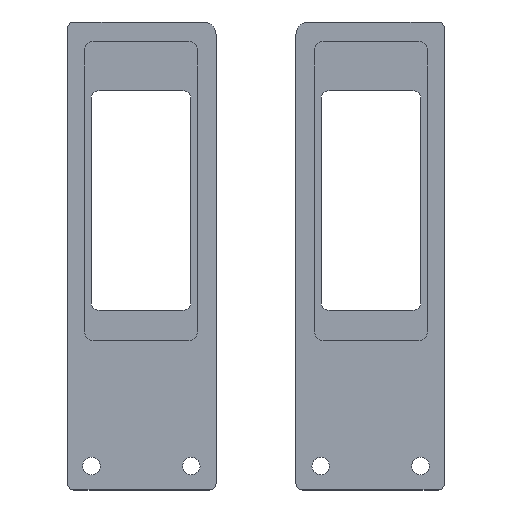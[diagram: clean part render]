
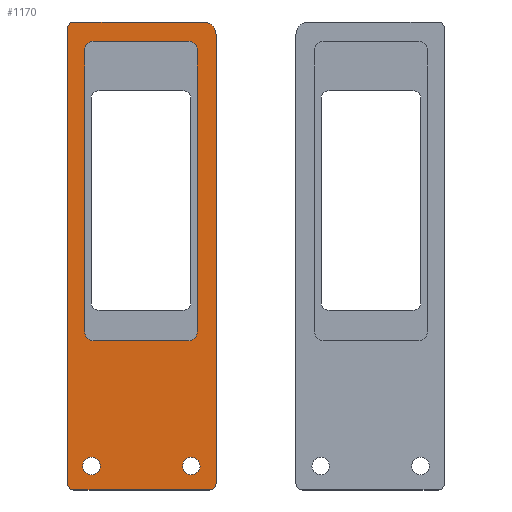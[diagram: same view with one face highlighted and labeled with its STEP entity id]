
A CAD part, top view. The second image highlights one B-rep face of the part: STEP entity #1170.
In plain terms, the highlighted planar face has unit normal (0, 0, 1).
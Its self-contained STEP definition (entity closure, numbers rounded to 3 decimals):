
#20=FACE_BOUND('',#170,.T.);
#21=FACE_BOUND('',#171,.T.);
#22=FACE_BOUND('',#172,.T.);
#50=PLANE('',#1283);
#100=FACE_OUTER_BOUND('',#169,.T.);
#169=EDGE_LOOP('',(#903,#904,#905,#906,#907,#908,#909,#910));
#170=EDGE_LOOP('',(#911));
#171=EDGE_LOOP('',(#912));
#172=EDGE_LOOP('',(#913,#914,#915,#916,#917,#918,#919,#920));
#244=LINE('',#1809,#348);
#247=LINE('',#1817,#351);
#250=LINE('',#1828,#354);
#253=LINE('',#1836,#357);
#257=LINE('',#1847,#361);
#261=LINE('',#1859,#365);
#265=LINE('',#1871,#369);
#269=LINE('',#1883,#373);
#348=VECTOR('',#1445,10.);
#351=VECTOR('',#1454,10.);
#354=VECTOR('',#1467,10.);
#357=VECTOR('',#1476,10.);
#361=VECTOR('',#1486,10.);
#365=VECTOR('',#1498,10.);
#369=VECTOR('',#1510,10.);
#373=VECTOR('',#1522,10.);
#427=CIRCLE('',#1221,1.1);
#430=CIRCLE('',#1226,1.1);
#445=CIRCLE('',#1252,1.1);
#446=CIRCLE('',#1255,1.1);
#449=CIRCLE('',#1263,1.1);
#450=CIRCLE('',#1266,1.1);
#452=CIRCLE('',#1270,0.8);
#454=CIRCLE('',#1274,0.8);
#456=CIRCLE('',#1278,0.8);
#458=CIRCLE('',#1282,1.6);
#491=VERTEX_POINT('',#1718);
#494=VERTEX_POINT('',#1727);
#521=VERTEX_POINT('',#1801);
#522=VERTEX_POINT('',#1803);
#523=VERTEX_POINT('',#1807);
#524=VERTEX_POINT('',#1811);
#525=VERTEX_POINT('',#1815);
#528=VERTEX_POINT('',#1827);
#529=VERTEX_POINT('',#1831);
#530=VERTEX_POINT('',#1835);
#533=VERTEX_POINT('',#1844);
#534=VERTEX_POINT('',#1846);
#536=VERTEX_POINT('',#1852);
#538=VERTEX_POINT('',#1858);
#540=VERTEX_POINT('',#1864);
#542=VERTEX_POINT('',#1870);
#544=VERTEX_POINT('',#1876);
#546=VERTEX_POINT('',#1882);
#603=EDGE_CURVE('',#491,#491,#427,.T.);
#607=EDGE_CURVE('',#494,#494,#430,.T.);
#644=EDGE_CURVE('',#522,#521,#445,.T.);
#647=EDGE_CURVE('',#521,#523,#244,.T.);
#649=EDGE_CURVE('',#523,#524,#446,.T.);
#651=EDGE_CURVE('',#524,#525,#247,.T.);
#656=EDGE_CURVE('',#528,#522,#250,.T.);
#658=EDGE_CURVE('',#529,#528,#449,.T.);
#660=EDGE_CURVE('',#530,#529,#253,.T.);
#662=EDGE_CURVE('',#525,#530,#450,.T.);
#665=EDGE_CURVE('',#534,#533,#257,.T.);
#668=EDGE_CURVE('',#536,#534,#452,.T.);
#671=EDGE_CURVE('',#538,#536,#261,.T.);
#674=EDGE_CURVE('',#540,#538,#454,.T.);
#677=EDGE_CURVE('',#542,#540,#265,.T.);
#680=EDGE_CURVE('',#544,#542,#456,.T.);
#683=EDGE_CURVE('',#546,#544,#269,.T.);
#686=EDGE_CURVE('',#533,#546,#458,.T.);
#903=ORIENTED_EDGE('',*,*,#686,.T.);
#904=ORIENTED_EDGE('',*,*,#683,.T.);
#905=ORIENTED_EDGE('',*,*,#680,.T.);
#906=ORIENTED_EDGE('',*,*,#677,.T.);
#907=ORIENTED_EDGE('',*,*,#674,.T.);
#908=ORIENTED_EDGE('',*,*,#671,.T.);
#909=ORIENTED_EDGE('',*,*,#668,.T.);
#910=ORIENTED_EDGE('',*,*,#665,.T.);
#911=ORIENTED_EDGE('',*,*,#603,.T.);
#912=ORIENTED_EDGE('',*,*,#607,.T.);
#913=ORIENTED_EDGE('',*,*,#662,.T.);
#914=ORIENTED_EDGE('',*,*,#660,.T.);
#915=ORIENTED_EDGE('',*,*,#658,.T.);
#916=ORIENTED_EDGE('',*,*,#656,.T.);
#917=ORIENTED_EDGE('',*,*,#644,.T.);
#918=ORIENTED_EDGE('',*,*,#647,.T.);
#919=ORIENTED_EDGE('',*,*,#649,.T.);
#920=ORIENTED_EDGE('',*,*,#651,.T.);
#1170=ADVANCED_FACE('',(#100,#20,#21,#22),#50,.T.);
#1221=AXIS2_PLACEMENT_3D('',#1719,#1354,#1355);
#1226=AXIS2_PLACEMENT_3D('',#1728,#1365,#1366);
#1252=AXIS2_PLACEMENT_3D('',#1804,#1439,#1440);
#1255=AXIS2_PLACEMENT_3D('',#1813,#1449,#1450);
#1263=AXIS2_PLACEMENT_3D('',#1832,#1471,#1472);
#1266=AXIS2_PLACEMENT_3D('',#1839,#1480,#1481);
#1270=AXIS2_PLACEMENT_3D('',#1853,#1492,#1493);
#1274=AXIS2_PLACEMENT_3D('',#1865,#1504,#1505);
#1278=AXIS2_PLACEMENT_3D('',#1877,#1516,#1517);
#1282=AXIS2_PLACEMENT_3D('',#1887,#1528,#1529);
#1283=AXIS2_PLACEMENT_3D('',#1888,#1530,#1531);
#1354=DIRECTION('center_axis',(0.,0.,-1.));
#1355=DIRECTION('ref_axis',(1.,0.,0.));
#1365=DIRECTION('center_axis',(0.,0.,-1.));
#1366=DIRECTION('ref_axis',(1.,0.,0.));
#1439=DIRECTION('center_axis',(0.,0.,-1.));
#1440=DIRECTION('ref_axis',(0.,1.,0.));
#1445=DIRECTION('',(1.,0.,0.));
#1449=DIRECTION('center_axis',(0.,0.,-1.));
#1450=DIRECTION('ref_axis',(1.,0.,0.));
#1454=DIRECTION('',(0.,-1.,0.));
#1467=DIRECTION('',(0.,1.,0.));
#1471=DIRECTION('center_axis',(0.,0.,-1.));
#1472=DIRECTION('ref_axis',(-1.,0.,0.));
#1476=DIRECTION('',(-1.,0.,0.));
#1480=DIRECTION('center_axis',(0.,0.,-1.));
#1481=DIRECTION('ref_axis',(0.,-1.,0.));
#1486=DIRECTION('',(0.,1.,0.));
#1492=DIRECTION('center_axis',(0.,0.,1.));
#1493=DIRECTION('ref_axis',(0.,-1.,0.));
#1498=DIRECTION('',(1.,0.,0.));
#1504=DIRECTION('center_axis',(0.,0.,1.));
#1505=DIRECTION('ref_axis',(-1.,0.,0.));
#1510=DIRECTION('',(0.,-1.,0.));
#1516=DIRECTION('center_axis',(0.,0.,1.));
#1517=DIRECTION('ref_axis',(0.,1.,0.));
#1522=DIRECTION('',(-1.,0.,0.));
#1528=DIRECTION('center_axis',(0.,0.,1.));
#1529=DIRECTION('ref_axis',(1.,0.,0.));
#1530=DIRECTION('center_axis',(0.,0.,1.));
#1531=DIRECTION('ref_axis',(1.,0.,0.));
#1718=CARTESIAN_POINT('',(-21.7,8.,1.5));
#1719=CARTESIAN_POINT('Origin',(-20.6,8.,1.5));
#1727=CARTESIAN_POINT('',(-9.2,8.,1.5));
#1728=CARTESIAN_POINT('Origin',(-8.1,8.,1.5));
#1801=CARTESIAN_POINT('',(-20.35,61.2,1.5));
#1803=CARTESIAN_POINT('',(-21.45,60.1,1.5));
#1804=CARTESIAN_POINT('Origin',(-20.35,60.1,1.5));
#1807=CARTESIAN_POINT('',(-8.45,61.2,1.5));
#1809=CARTESIAN_POINT('',(-8.45,61.2,1.5));
#1811=CARTESIAN_POINT('',(-7.35,60.1,1.5));
#1813=CARTESIAN_POINT('Origin',(-8.45,60.1,1.5));
#1815=CARTESIAN_POINT('',(-7.35,24.8,1.5));
#1817=CARTESIAN_POINT('',(-7.35,60.1,1.5));
#1827=CARTESIAN_POINT('',(-21.45,24.8,1.5));
#1828=CARTESIAN_POINT('',(-21.45,24.8,1.5));
#1831=CARTESIAN_POINT('',(-20.35,23.7,1.5));
#1832=CARTESIAN_POINT('Origin',(-20.35,24.8,1.5));
#1835=CARTESIAN_POINT('',(-8.45,23.7,1.5));
#1836=CARTESIAN_POINT('',(-8.45,23.7,1.5));
#1839=CARTESIAN_POINT('Origin',(-8.45,24.8,1.5));
#1844=CARTESIAN_POINT('',(-5.,62.,1.5));
#1846=CARTESIAN_POINT('',(-5.,5.8,1.5));
#1847=CARTESIAN_POINT('',(-5.,62.,1.5));
#1852=CARTESIAN_POINT('',(-5.8,5.,1.5));
#1853=CARTESIAN_POINT('Origin',(-5.8,5.8,1.5));
#1858=CARTESIAN_POINT('',(-22.8,5.,1.5));
#1859=CARTESIAN_POINT('',(-5.8,5.,1.5));
#1864=CARTESIAN_POINT('',(-23.6,5.8,1.5));
#1865=CARTESIAN_POINT('Origin',(-22.8,5.8,1.5));
#1870=CARTESIAN_POINT('',(-23.6,62.8,1.5));
#1871=CARTESIAN_POINT('',(-23.6,5.8,1.5));
#1876=CARTESIAN_POINT('',(-22.8,63.6,1.5));
#1877=CARTESIAN_POINT('Origin',(-22.8,62.8,1.5));
#1882=CARTESIAN_POINT('',(-6.6,63.6,1.5));
#1883=CARTESIAN_POINT('',(-6.6,63.6,1.5));
#1887=CARTESIAN_POINT('Origin',(-6.6,62.,1.5));
#1888=CARTESIAN_POINT('Origin',(-14.3,34.3,1.5));
